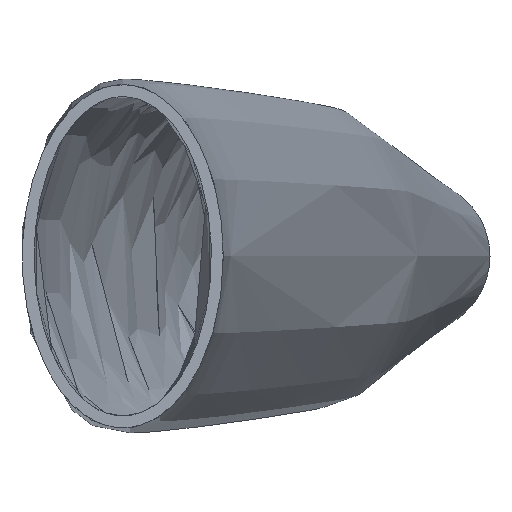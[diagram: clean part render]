
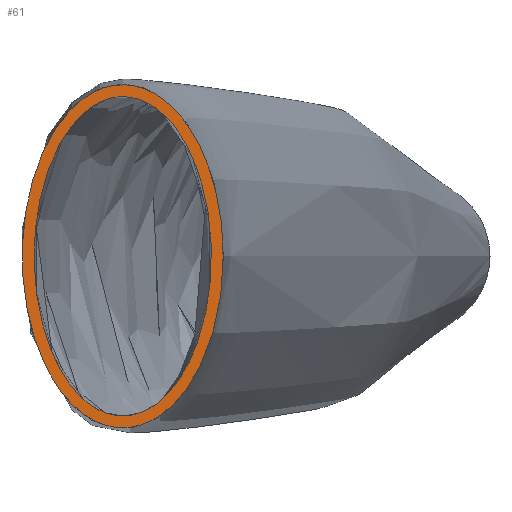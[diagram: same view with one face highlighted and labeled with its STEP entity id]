
A CAD part, front view. The second image highlights one B-rep face of the part: STEP entity #61.
In plain terms, the highlighted planar face has unit normal (0, -1, 0).
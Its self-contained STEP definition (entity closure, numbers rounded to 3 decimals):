
#15=ELLIPSE('',#80,14.5,8.5);
#17=FACE_BOUND('',#29,.T.);
#20=PLANE('',#79);
#23=FACE_OUTER_BOUND('',#28,.T.);
#28=EDGE_LOOP('',(#51));
#29=EDGE_LOOP('',(#52));
#33=B_SPLINE_CURVE_WITH_KNOTS('',3,(#651,#652,#653,#654,#655,#656,#657,
#658,#659,#660,#661,#662,#663,#664,#665,#666,#667),.UNSPECIFIED.,.T.,.F.,
(4,1,1,1,1,1,1,1,1,1,1,1,1,1,4),(-1.,-0.929,-0.857,
-0.786,-0.714,-0.619,-0.571,
-0.524,-0.429,-0.357,-0.286,
-0.214,-0.143,-0.071,0.),
 .UNSPECIFIED.);
#36=VERTEX_POINT('',#620);
#38=VERTEX_POINT('',#672);
#41=EDGE_CURVE('',#36,#36,#33,.T.);
#43=EDGE_CURVE('',#38,#38,#15,.T.);
#51=ORIENTED_EDGE('',*,*,#43,.F.);
#52=ORIENTED_EDGE('',*,*,#41,.T.);
#61=ADVANCED_FACE('',(#23,#17),#20,.F.);
#79=AXIS2_PLACEMENT_3D('',#671,#87,#88);
#80=AXIS2_PLACEMENT_3D('',#673,#89,#90);
#87=DIRECTION('center_axis',(0.,1.,0.));
#88=DIRECTION('ref_axis',(0.,0.,1.));
#89=DIRECTION('center_axis',(0.,1.,0.));
#90=DIRECTION('ref_axis',(0.,0.,1.));
#620=CARTESIAN_POINT('',(0.,0.,-13.5));
#651=CARTESIAN_POINT('Ctrl Pts',(0.,0.,
-13.5));
#652=CARTESIAN_POINT('Ctrl Pts',(-1.122,0.,
-13.5));
#653=CARTESIAN_POINT('Ctrl Pts',(-3.365,0.,
-12.579));
#654=CARTESIAN_POINT('Ctrl Pts',(-6.065,0.,
-8.703));
#655=CARTESIAN_POINT('Ctrl Pts',(-7.56,0.,
-3.108));
#656=CARTESIAN_POINT('Ctrl Pts',(-7.566,0.,
3.801));
#657=CARTESIAN_POINT('Ctrl Pts',(-5.808,0.,
9.285));
#658=CARTESIAN_POINT('Ctrl Pts',(-3.302,0.,
12.342));
#659=CARTESIAN_POINT('Ctrl Pts',(-0.412,0.,
13.962));
#660=CARTESIAN_POINT('Ctrl Pts',(3.066,0.,
13.017));
#661=CARTESIAN_POINT('Ctrl Pts',(6.063,0.,
8.702));
#662=CARTESIAN_POINT('Ctrl Pts',(7.562,0.,
3.109));
#663=CARTESIAN_POINT('Ctrl Pts',(7.561,0.,
-3.107));
#664=CARTESIAN_POINT('Ctrl Pts',(6.065,0.,-8.705));
#665=CARTESIAN_POINT('Ctrl Pts',(3.365,0.,-12.579));
#666=CARTESIAN_POINT('Ctrl Pts',(1.122,0.,
-13.5));
#667=CARTESIAN_POINT('Ctrl Pts',(0.,0.,
-13.5));
#671=CARTESIAN_POINT('Origin',(0.,0.,0.));
#672=CARTESIAN_POINT('',(8.5,0.,0.));
#673=CARTESIAN_POINT('Origin',(0.,0.,0.));
